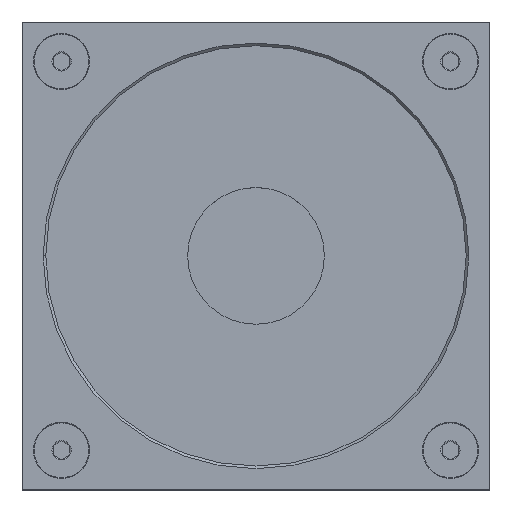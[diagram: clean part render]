
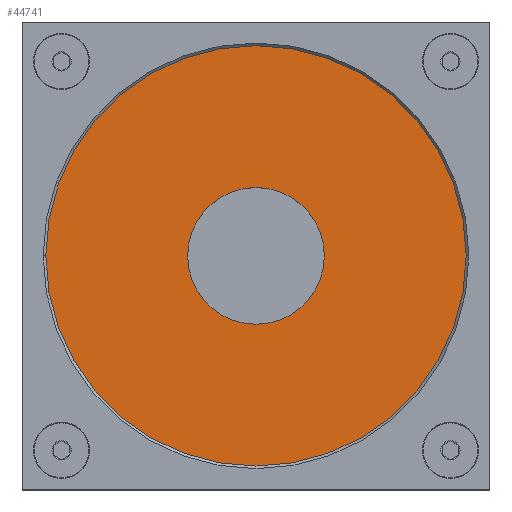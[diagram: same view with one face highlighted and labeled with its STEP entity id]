
A CAD part, top view. The second image highlights one B-rep face of the part: STEP entity #44741.
In plain terms, the highlighted planar face has unit normal (0, 0, 1).
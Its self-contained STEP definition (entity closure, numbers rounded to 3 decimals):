
#142 = EDGE_CURVE ( 'NONE', #37527, #10693, #31180, .T. ) ;
#271 = CARTESIAN_POINT ( 'NONE',  ( 23.259, 27.217, 106.05 ) ) ;
#3937 = CIRCLE ( 'NONE', #55051, 40. ) ;
#5296 = EDGE_CURVE ( 'NONE', #10693, #37527, #44043, .T. ) ;
#5932 = AXIS2_PLACEMENT_3D ( 'NONE', #21741, #9051, #12988 ) ;
#9051 = DIRECTION ( 'NONE',  ( 0., 0., 1. ) ) ;
#10693 = VERTEX_POINT ( 'NONE', #50895 ) ;
#12920 = PLANE ( 'NONE',  #51801 ) ;
#12988 = DIRECTION ( 'NONE',  ( 1., 0., 0. ) ) ;
#16003 = FACE_OUTER_BOUND ( 'NONE', #34969, .T. ) ;
#17885 = DIRECTION ( 'NONE',  ( 0., 0., 1. ) ) ;
#18141 = EDGE_CURVE ( 'NONE', #53998, #44221, #3937, .T. ) ;
#20681 = ORIENTED_EDGE ( 'NONE', *, *, #5296, .F. ) ;
#21136 = EDGE_CURVE ( 'NONE', #44221, #53998, #28164, .T. ) ;
#21741 = CARTESIAN_POINT ( 'NONE',  ( 10.255, 27.217, 106.05 ) ) ;
#21744 = CARTESIAN_POINT ( 'NONE',  ( 50.255, 27.217, 106.05 ) ) ;
#21863 = DIRECTION ( 'NONE',  ( 1., 0., 0. ) ) ;
#24866 = EDGE_LOOP ( 'NONE', ( #20681, #26558 ) ) ;
#25469 = DIRECTION ( 'NONE',  ( 1., 0., 0. ) ) ;
#25853 = CARTESIAN_POINT ( 'NONE',  ( 10.255, 27.217, 106.05 ) ) ;
#26558 = ORIENTED_EDGE ( 'NONE', *, *, #142, .F. ) ;
#28164 = CIRCLE ( 'NONE', #5932, 40. ) ;
#28934 = ORIENTED_EDGE ( 'NONE', *, *, #21136, .T. ) ;
#30053 = DIRECTION ( 'NONE',  ( 0., 0., 1. ) ) ;
#30130 = CARTESIAN_POINT ( 'NONE',  ( -29.745, 27.217, 106.05 ) ) ;
#30247 = FACE_BOUND ( 'NONE', #24866, .T. ) ;
#30771 = DIRECTION ( 'NONE',  ( 0., 0., 1. ) ) ;
#31180 = CIRCLE ( 'NONE', #38315, 13.005 ) ;
#31646 = ORIENTED_EDGE ( 'NONE', *, *, #18141, .T. ) ;
#34969 = EDGE_LOOP ( 'NONE', ( #28934, #31646 ) ) ;
#37527 = VERTEX_POINT ( 'NONE', #271 ) ;
#38315 = AXIS2_PLACEMENT_3D ( 'NONE', #25853, #30771, #48062 ) ;
#43315 = CARTESIAN_POINT ( 'NONE',  ( 10.255, 27.217, 106.05 ) ) ;
#44043 = CIRCLE ( 'NONE', #53969, 13.005 ) ;
#44221 = VERTEX_POINT ( 'NONE', #21744 ) ;
#44741 = ADVANCED_FACE ( 'NONE', ( #30247, #16003 ), #12920, .T. ) ;
#47565 = CARTESIAN_POINT ( 'NONE',  ( 10.255, 27.217, 106.05 ) ) ;
#48062 = DIRECTION ( 'NONE',  ( 1., 0., 0. ) ) ;
#50863 = DIRECTION ( 'NONE',  ( 0., 0., 1. ) ) ;
#50895 = CARTESIAN_POINT ( 'NONE',  ( -2.75, 27.217, 106.05 ) ) ;
#51231 = CARTESIAN_POINT ( 'NONE',  ( 10.255, 27.217, 106.05 ) ) ;
#51650 = DIRECTION ( 'NONE',  ( 1., 0., 0. ) ) ;
#51801 = AXIS2_PLACEMENT_3D ( 'NONE', #43315, #17885, #21863 ) ;
#53969 = AXIS2_PLACEMENT_3D ( 'NONE', #51231, #50863, #25469 ) ;
#53998 = VERTEX_POINT ( 'NONE', #30130 ) ;
#55051 = AXIS2_PLACEMENT_3D ( 'NONE', #47565, #30053, #51650 ) ;
